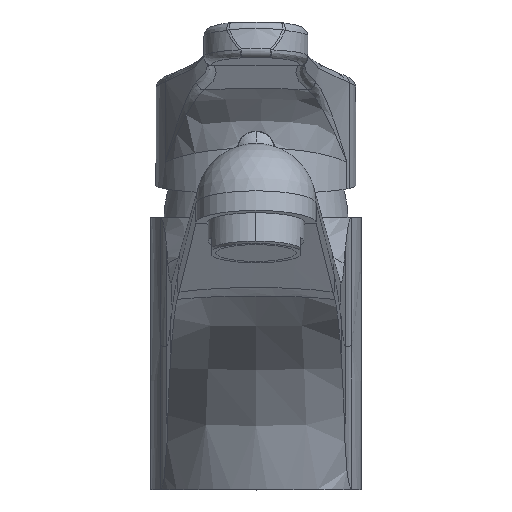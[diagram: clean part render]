
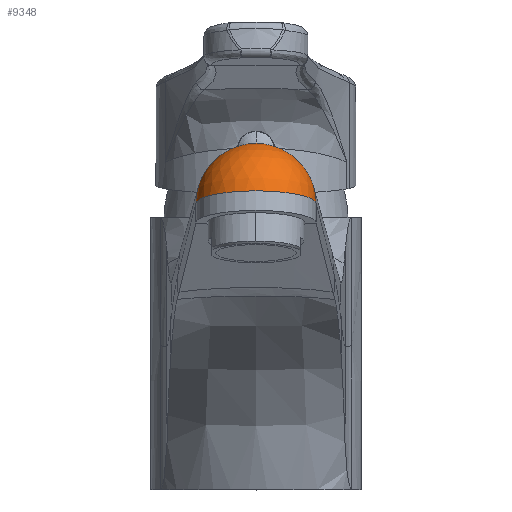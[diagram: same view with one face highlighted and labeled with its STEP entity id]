
A CAD part, top view. The second image highlights one B-rep face of the part: STEP entity #9348.
In plain terms, the highlighted spherical face has radius 15 mm.
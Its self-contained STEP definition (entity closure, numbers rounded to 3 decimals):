
#720=CARTESIAN_POINT('',(0.,71.291,153.46));
#721=DIRECTION('',(0.,0.208,0.978));
#722=DIRECTION('',(0.951,0.302,-0.064));
#723=AXIS2_PLACEMENT_3D('',#720,#721,#722);
#725=CARTESIAN_POINT('',(0.,71.291,153.46));
#726=DIRECTION('',(0.,0.208,0.978));
#727=DIRECTION('',(0.351,0.916,-0.195));
#728=AXIS2_PLACEMENT_3D('',#725,#726,#727);
#730=CARTESIAN_POINT('',(0.,71.291,153.46));
#731=DIRECTION('',(0.,-0.208,-0.978));
#732=DIRECTION('',(-0.351,0.916,-0.195));
#733=AXIS2_PLACEMENT_3D('',#730,#731,#732);
#735=CARTESIAN_POINT('',(0.,71.291,153.46));
#736=DIRECTION('',(0.,-0.208,-0.978));
#737=DIRECTION('',(-0.951,0.302,-0.064));
#738=AXIS2_PLACEMENT_3D('',#735,#736,#737);
#810=CARTESIAN_POINT('',(0.,71.291,153.46));
#811=DIRECTION('',(0.,0.208,0.978));
#812=DIRECTION('',(1.,0.,0.));
#813=AXIS2_PLACEMENT_3D('',#810,#811,#812);
#823=CARTESIAN_POINT('',(-14.266,75.825,152.497));
#824=CARTESIAN_POINT('',(-14.335,75.616,152.541));
#825=CARTESIAN_POINT('',(-14.464,75.195,152.63));
#826=CARTESIAN_POINT('',(-14.629,74.556,152.765));
#827=CARTESIAN_POINT('',(-14.764,73.911,152.901));
#828=CARTESIAN_POINT('',(-14.869,73.26,153.039));
#829=CARTESIAN_POINT('',(-14.945,72.606,153.179));
#830=CARTESIAN_POINT('',(-14.99,71.949,153.32));
#831=CARTESIAN_POINT('',(-15.,71.51,153.414));
#832=CARTESIAN_POINT('',(-15.,71.291,153.46));
#834=CARTESIAN_POINT('',(0.,71.291,153.46));
#835=DIRECTION('',(0.,-0.978,0.208));
#836=DIRECTION('',(1.,0.,0.));
#837=AXIS2_PLACEMENT_3D('',#834,#835,#836);
#6990=CARTESIAN_POINT('',(15.,71.291,153.46));
#6991=CARTESIAN_POINT('',(14.266,75.825,152.497));
#6992=VERTEX_POINT('',#6990);
#6993=VERTEX_POINT('',#6991);
#6994=CARTESIAN_POINT('',(5.268,85.028,150.54));
#6995=VERTEX_POINT('',#6994);
#6996=CARTESIAN_POINT('',(0.,85.963,150.342));
#6997=VERTEX_POINT('',#6996);
#6998=CARTESIAN_POINT('',(-5.268,85.028,150.54));
#6999=VERTEX_POINT('',#6998);
#7016=CARTESIAN_POINT('',(-15.,71.291,153.46));
#7017=VERTEX_POINT('',#7016);
#7018=VERTEX_POINT('',#823);
#9332=CARTESIAN_POINT('',(0.,71.291,153.46));
#9333=DIRECTION('',(0.,-0.978,0.208));
#9334=DIRECTION('',(-1.,0.,0.));
#9335=AXIS2_PLACEMENT_3D('',#9332,#9333,#9334);
#9336=SPHERICAL_SURFACE('',#9335,15.);
#9338=ORIENTED_EDGE('',*,*,#9337,.F.);
#9339=ORIENTED_EDGE('',*,*,#9124,.T.);
#9340=ORIENTED_EDGE('',*,*,#9122,.T.);
#9341=ORIENTED_EDGE('',*,*,#9120,.F.);
#9342=ORIENTED_EDGE('',*,*,#9118,.F.);
#9343=ORIENTED_EDGE('',*,*,#9317,.F.);
#9345=ORIENTED_EDGE('',*,*,#9344,.T.);
#9346=EDGE_LOOP('',(#9338,#9339,#9340,#9341,#9342,#9343,#9345));
#9347=FACE_OUTER_BOUND('',#9346,.F.);
#9348=ADVANCED_FACE('',(#9347),#9336,.T.);
#724=CIRCLE('',#723,15.);
#729=CIRCLE('',#728,15.);
#734=CIRCLE('',#733,15.);
#739=CIRCLE('',#738,15.);
#814=CIRCLE('',#813,15.);
#833=B_SPLINE_CURVE_WITH_KNOTS('',3,(#823,#824,#825,#826,#827,#828,#829,#830,
#831,#832),.UNSPECIFIED.,.F.,.F.,(4,1,1,1,1,1,1,4),(0.,0.143,
0.286,0.429,0.571,0.714,
0.857,1.),.UNSPECIFIED.);
#838=CIRCLE('',#837,15.);
#9118=EDGE_CURVE('',#6993,#6995,#724,.T.);
#9120=EDGE_CURVE('',#6995,#6997,#729,.T.);
#9122=EDGE_CURVE('',#6999,#6997,#734,.T.);
#9124=EDGE_CURVE('',#7018,#6999,#739,.T.);
#9317=EDGE_CURVE('',#6992,#6993,#814,.T.);
#9337=EDGE_CURVE('',#7018,#7017,#833,.T.);
#9344=EDGE_CURVE('',#6992,#7017,#838,.T.);
